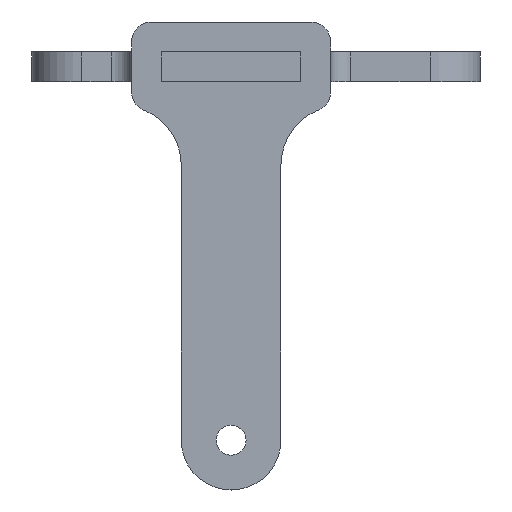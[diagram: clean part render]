
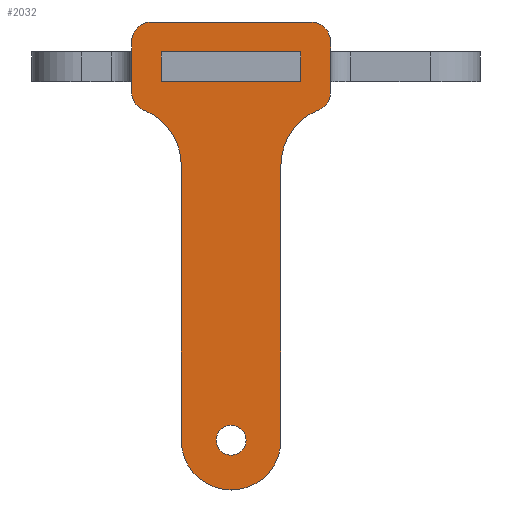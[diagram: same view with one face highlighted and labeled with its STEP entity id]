
A CAD part, left-side view. The second image highlights one B-rep face of the part: STEP entity #2032.
In plain terms, the highlighted planar face has unit normal (-1, 0, 0).
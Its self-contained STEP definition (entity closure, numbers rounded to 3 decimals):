
#53=FACE_BOUND('',#298,.T.);
#54=FACE_BOUND('',#299,.T.);
#95=PLANE('',#2196);
#184=FACE_OUTER_BOUND('',#297,.T.);
#297=EDGE_LOOP('',(#1701,#1702,#1703,#1704,#1705,#1706,#1707,#1708,#1709,
#1710,#1711,#1712,#1713,#1714));
#298=EDGE_LOOP('',(#1715,#1716,#1717,#1718));
#299=EDGE_LOOP('',(#1719));
#471=LINE('',#3257,#679);
#474=LINE('',#3263,#682);
#475=LINE('',#3267,#683);
#476=LINE('',#3271,#684);
#477=LINE('',#3275,#685);
#478=LINE('',#3279,#686);
#479=LINE('',#3283,#687);
#480=LINE('',#3287,#688);
#481=LINE('',#3289,#689);
#482=LINE('',#3291,#690);
#483=LINE('',#3292,#691);
#679=VECTOR('',#2644,16.);
#682=VECTOR('',#2649,5.);
#683=VECTOR('',#2652,0.067);
#684=VECTOR('',#2655,27.584);
#685=VECTOR('',#2658,27.584);
#686=VECTOR('',#2661,0.067);
#687=VECTOR('',#2664,5.);
#688=VECTOR('',#2667,3.);
#689=VECTOR('',#2668,14.);
#690=VECTOR('',#2669,3.);
#691=VECTOR('',#2670,14.);
#812=CIRCLE('',#2194,2.);
#813=CIRCLE('',#2197,2.);
#814=CIRCLE('',#2198,6.);
#815=CIRCLE('',#2199,5.);
#816=CIRCLE('',#2200,6.);
#817=CIRCLE('',#2201,2.);
#818=CIRCLE('',#2202,2.);
#819=CIRCLE('',#2203,1.5);
#967=VERTEX_POINT('',#3250);
#968=VERTEX_POINT('',#3252);
#969=VERTEX_POINT('',#3256);
#971=VERTEX_POINT('',#3262);
#972=VERTEX_POINT('',#3264);
#973=VERTEX_POINT('',#3266);
#974=VERTEX_POINT('',#3268);
#975=VERTEX_POINT('',#3270);
#976=VERTEX_POINT('',#3272);
#977=VERTEX_POINT('',#3274);
#978=VERTEX_POINT('',#3276);
#979=VERTEX_POINT('',#3278);
#980=VERTEX_POINT('',#3280);
#981=VERTEX_POINT('',#3282);
#982=VERTEX_POINT('',#3285);
#983=VERTEX_POINT('',#3286);
#984=VERTEX_POINT('',#3288);
#985=VERTEX_POINT('',#3290);
#986=VERTEX_POINT('',#3293);
#1223=EDGE_CURVE('',#967,#968,#812,.T.);
#1225=EDGE_CURVE('',#968,#969,#471,.T.);
#1228=EDGE_CURVE('',#971,#967,#474,.T.);
#1229=EDGE_CURVE('',#972,#971,#813,.T.);
#1230=EDGE_CURVE('',#973,#972,#475,.T.);
#1231=EDGE_CURVE('',#974,#973,#814,.T.);
#1232=EDGE_CURVE('',#975,#974,#476,.T.);
#1233=EDGE_CURVE('',#976,#975,#815,.T.);
#1234=EDGE_CURVE('',#977,#976,#477,.T.);
#1235=EDGE_CURVE('',#978,#977,#816,.T.);
#1236=EDGE_CURVE('',#979,#978,#478,.T.);
#1237=EDGE_CURVE('',#980,#979,#817,.T.);
#1238=EDGE_CURVE('',#981,#980,#479,.T.);
#1239=EDGE_CURVE('',#969,#981,#818,.T.);
#1240=EDGE_CURVE('',#982,#983,#480,.T.);
#1241=EDGE_CURVE('',#983,#984,#481,.T.);
#1242=EDGE_CURVE('',#984,#985,#482,.T.);
#1243=EDGE_CURVE('',#985,#982,#483,.T.);
#1244=EDGE_CURVE('',#986,#986,#819,.T.);
#1701=ORIENTED_EDGE('',*,*,#1223,.F.);
#1702=ORIENTED_EDGE('',*,*,#1228,.F.);
#1703=ORIENTED_EDGE('',*,*,#1229,.F.);
#1704=ORIENTED_EDGE('',*,*,#1230,.F.);
#1705=ORIENTED_EDGE('',*,*,#1231,.F.);
#1706=ORIENTED_EDGE('',*,*,#1232,.F.);
#1707=ORIENTED_EDGE('',*,*,#1233,.F.);
#1708=ORIENTED_EDGE('',*,*,#1234,.F.);
#1709=ORIENTED_EDGE('',*,*,#1235,.F.);
#1710=ORIENTED_EDGE('',*,*,#1236,.F.);
#1711=ORIENTED_EDGE('',*,*,#1237,.F.);
#1712=ORIENTED_EDGE('',*,*,#1238,.F.);
#1713=ORIENTED_EDGE('',*,*,#1239,.F.);
#1714=ORIENTED_EDGE('',*,*,#1225,.F.);
#1715=ORIENTED_EDGE('',*,*,#1240,.T.);
#1716=ORIENTED_EDGE('',*,*,#1241,.T.);
#1717=ORIENTED_EDGE('',*,*,#1242,.T.);
#1718=ORIENTED_EDGE('',*,*,#1243,.T.);
#1719=ORIENTED_EDGE('',*,*,#1244,.T.);
#2032=ADVANCED_FACE('',(#184,#53,#54),#95,.F.);
#2194=AXIS2_PLACEMENT_3D('',#3253,#2639,#2640);
#2196=AXIS2_PLACEMENT_3D('',#3261,#2647,#2648);
#2197=AXIS2_PLACEMENT_3D('',#3265,#2650,#2651);
#2198=AXIS2_PLACEMENT_3D('',#3269,#2653,#2654);
#2199=AXIS2_PLACEMENT_3D('',#3273,#2656,#2657);
#2200=AXIS2_PLACEMENT_3D('',#3277,#2659,#2660);
#2201=AXIS2_PLACEMENT_3D('',#3281,#2662,#2663);
#2202=AXIS2_PLACEMENT_3D('',#3284,#2665,#2666);
#2203=AXIS2_PLACEMENT_3D('',#3294,#2671,#2672);
#2639=DIRECTION('center_axis',(1.,0.,0.));
#2640=DIRECTION('ref_axis',(0.,0.707,0.707));
#2644=DIRECTION('',(0.,-1.,0.));
#2647=DIRECTION('center_axis',(1.,0.,0.));
#2648=DIRECTION('ref_axis',(0.,0.,-1.));
#2649=DIRECTION('',(0.,0.,1.));
#2650=DIRECTION('center_axis',(1.,0.,0.));
#2651=DIRECTION('ref_axis',(0.,0.383,-0.924));
#2652=DIRECTION('',(0.,0.924,0.383));
#2653=DIRECTION('center_axis',(-1.,0.,0.));
#2654=DIRECTION('ref_axis',(0.,0.383,-0.924));
#2655=DIRECTION('',(0.,0.,1.));
#2656=DIRECTION('center_axis',(1.,0.,0.));
#2657=DIRECTION('ref_axis',(0.,-1.,0.));
#2658=DIRECTION('',(0.,0.,-1.));
#2659=DIRECTION('center_axis',(-1.,0.,0.));
#2660=DIRECTION('ref_axis',(0.,-1.,0.));
#2661=DIRECTION('',(0.,0.924,-0.383));
#2662=DIRECTION('center_axis',(1.,0.,0.));
#2663=DIRECTION('ref_axis',(0.,-1.,0.));
#2664=DIRECTION('',(0.,0.,-1.));
#2665=DIRECTION('center_axis',(1.,0.,0.));
#2666=DIRECTION('ref_axis',(0.,-0.707,0.707));
#2667=DIRECTION('',(0.,0.,-1.));
#2668=DIRECTION('',(0.,1.,0.));
#2669=DIRECTION('',(0.,0.,1.));
#2670=DIRECTION('',(0.,-1.,0.));
#2671=DIRECTION('center_axis',(1.,0.,0.));
#2672=DIRECTION('ref_axis',(0.,-1.,0.));
#3250=CARTESIAN_POINT('',(0.,10.,40.));
#3252=CARTESIAN_POINT('',(0.,8.,42.));
#3253=CARTESIAN_POINT('Origin',(0.,8.,40.));
#3256=CARTESIAN_POINT('',(0.,-8.,42.));
#3257=CARTESIAN_POINT('',(0.,10.,42.));
#3261=CARTESIAN_POINT('Origin',(0.,0.,22.154));
#3262=CARTESIAN_POINT('',(0.,10.,35.));
#3263=CARTESIAN_POINT('',(0.,10.,35.));
#3264=CARTESIAN_POINT('',(0.,8.765,33.152));
#3265=CARTESIAN_POINT('Origin',(0.,8.,35.));
#3266=CARTESIAN_POINT('',(0.,8.704,33.127));
#3267=CARTESIAN_POINT('',(0.,8.704,33.127));
#3268=CARTESIAN_POINT('',(0.,5.,27.584));
#3269=CARTESIAN_POINT('Origin',(0.,11.,27.584));
#3270=CARTESIAN_POINT('',(0.,5.,0.));
#3271=CARTESIAN_POINT('',(0.,5.,0.));
#3272=CARTESIAN_POINT('',(0.,-5.,0.));
#3273=CARTESIAN_POINT('Origin',(0.,0.,0.));
#3274=CARTESIAN_POINT('',(0.,-5.,27.584));
#3275=CARTESIAN_POINT('',(0.,-5.,27.584));
#3276=CARTESIAN_POINT('',(0.,-8.704,33.127));
#3277=CARTESIAN_POINT('Origin',(0.,-11.,27.584));
#3278=CARTESIAN_POINT('',(0.,-8.765,33.152));
#3279=CARTESIAN_POINT('',(0.,-8.765,33.152));
#3280=CARTESIAN_POINT('',(0.,-10.,35.));
#3281=CARTESIAN_POINT('Origin',(0.,-8.,35.));
#3282=CARTESIAN_POINT('',(0.,-10.,40.));
#3283=CARTESIAN_POINT('',(0.,-10.,42.));
#3284=CARTESIAN_POINT('Origin',(0.,-8.,40.));
#3285=CARTESIAN_POINT('',(0.,-7.,39.));
#3286=CARTESIAN_POINT('',(0.,-7.,36.));
#3287=CARTESIAN_POINT('',(0.,-7.,30.577));
#3288=CARTESIAN_POINT('',(0.,7.,36.));
#3289=CARTESIAN_POINT('',(0.,-3.5,36.));
#3290=CARTESIAN_POINT('',(0.,7.,39.));
#3291=CARTESIAN_POINT('',(0.,7.,29.077));
#3292=CARTESIAN_POINT('',(0.,3.5,39.));
#3293=CARTESIAN_POINT('',(0.,1.5,0.));
#3294=CARTESIAN_POINT('Origin',(0.,0.,0.));
